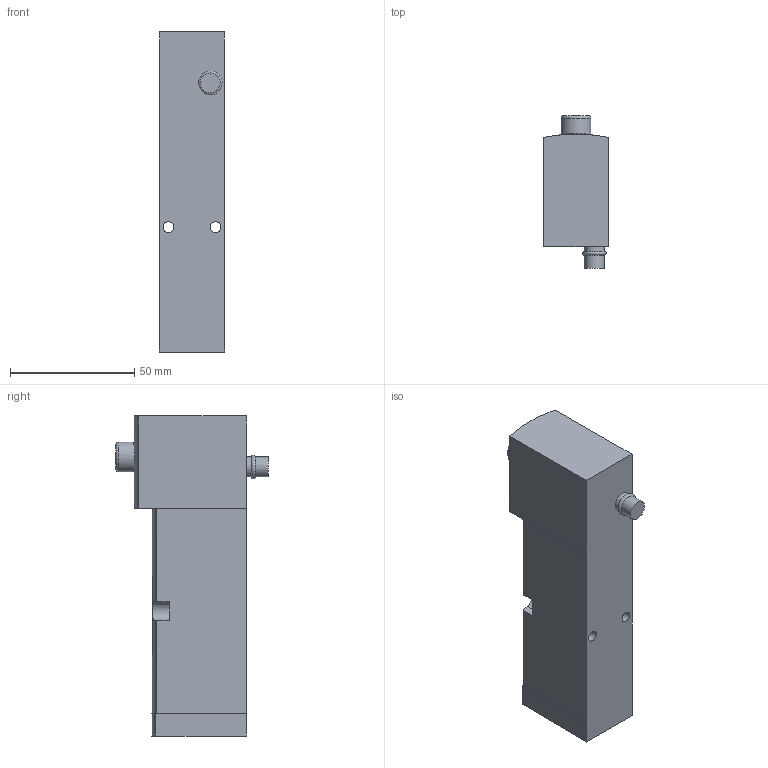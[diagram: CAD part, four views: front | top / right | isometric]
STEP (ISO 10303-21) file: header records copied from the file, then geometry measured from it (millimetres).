
FILE_DESCRIPTION(/* description */ ('STEP AP214'),/* implementation_level */ '2;1');
FILE_NAME(/* name */ '539159_VSVA-B-M52-MZD-A1-1T1L',/* time_stamp */ '2024-09-17T07:30:26+02:00',/* author */ ('License CC BY-ND 4.0'),/* organization */ ('CADENAS'),/* preprocessor_version */ 'ST-DEVELOPER v19.3',/* originating_system */ 'PARTsolutions',/* authorisation */ ' ');
FILE_SCHEMA (('AUTOMOTIVE_DESIGN {1 0 10303 214 3 1 1}'));
Length unit declared in the file: millimetre
Products named in the file (1): 539159 VSVA-B-M52-MZD-A1-1T1L
Bounding box: 26.2 x 61.3 x 128.8 mm (x, y, z)
Volume: 130850 mm3; surface area: 20473.6 mm2
Topology: 1 solids, 1 shells, 58 faces, 148 edges, 97 vertices
Faces by surface type: plane 30, cylinder 26, torus 2
Full cylindrical faces by diameter (mm): 4.3 x2, 8 x2, 12 x1
Entity records: 2188 total; most frequent: CARTESIAN_POINT 321, DIRECTION 310, ORIENTED_EDGE 282, EDGE_CURVE 141, AXIS2_PLACEMENT_3D 113, VERTEX_POINT 97, LINE 84, VECTOR 84
